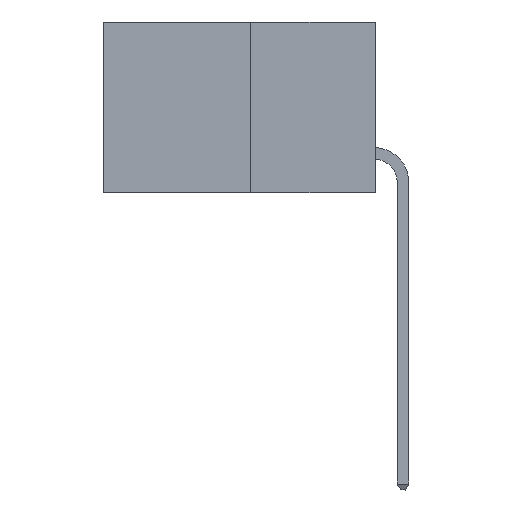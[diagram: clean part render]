
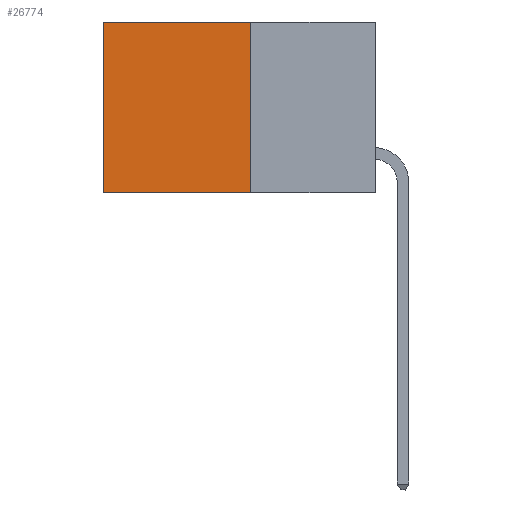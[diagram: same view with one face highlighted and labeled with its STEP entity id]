
A CAD part, left-side view. The second image highlights one B-rep face of the part: STEP entity #26774.
In plain terms, the highlighted planar face has unit normal (-1, 0, 0).
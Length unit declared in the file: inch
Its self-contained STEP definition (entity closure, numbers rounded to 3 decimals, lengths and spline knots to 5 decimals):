
#1809 = LINE ( 'NONE', #13905, #23384 ) ;
#3100 = DIRECTION ( 'NONE',  ( 0., 0., -1. ) ) ;
#3132 = CARTESIAN_POINT ( 'NONE',  ( 0.277, 0.59, 0. ) ) ;
#3388 = EDGE_CURVE ( 'NONE', #23900, #18416, #1809, .T. ) ;
#4189 = ORIENTED_EDGE ( 'NONE', *, *, #20093, .T. ) ;
#4961 = VERTEX_POINT ( 'NONE', #3132 ) ;
#6430 = LINE ( 'NONE', #7504, #10931 ) ;
#7147 = AXIS2_PLACEMENT_3D ( 'NONE', #8736, #26389, #13224 ) ;
#7504 = CARTESIAN_POINT ( 'NONE',  ( 0.277, 0.59, -0.37 ) ) ;
#8425 = CARTESIAN_POINT ( 'NONE',  ( 0.277, 0.27, -0.37 ) ) ;
#8736 = CARTESIAN_POINT ( 'NONE',  ( 0.277, 0.27, -0.37 ) ) ;
#9685 = CARTESIAN_POINT ( 'NONE',  ( 0.277, 0.27, 0. ) ) ;
#10791 = ORIENTED_EDGE ( 'NONE', *, *, #3388, .F. ) ;
#10931 = VECTOR ( 'NONE', #3100, 39.37008 ) ;
#11237 = EDGE_LOOP ( 'NONE', ( #4189, #13867, #10791, #11965 ) ) ;
#11909 = DIRECTION ( 'NONE',  ( 0., 1., 0. ) ) ;
#11965 = ORIENTED_EDGE ( 'NONE', *, *, #25787, .T. ) ;
#13224 = DIRECTION ( 'NONE',  ( 0., 0., -1. ) ) ;
#13867 = ORIENTED_EDGE ( 'NONE', *, *, #22519, .F. ) ;
#13905 = CARTESIAN_POINT ( 'NONE',  ( 0.277, 0.27, -0.37 ) ) ;
#14277 = VECTOR ( 'NONE', #11909, 39.37008 ) ;
#14468 = CARTESIAN_POINT ( 'NONE',  ( 0.277, 0.59, -0.37 ) ) ;
#17269 = VECTOR ( 'NONE', #23846, 39.37008 ) ;
#17666 = CARTESIAN_POINT ( 'NONE',  ( 0.277, 0.27, 0. ) ) ;
#18416 = VERTEX_POINT ( 'NONE', #23594 ) ;
#20093 = EDGE_CURVE ( 'NONE', #4961, #22957, #6430, .T. ) ;
#20424 = DIRECTION ( 'NONE',  ( 0., 0., -1. ) ) ;
#22077 = PLANE ( 'NONE',  #7147 ) ;
#22519 = EDGE_CURVE ( 'NONE', #18416, #22957, #23773, .T. ) ;
#22957 = VERTEX_POINT ( 'NONE', #14468 ) ;
#23384 = VECTOR ( 'NONE', #20424, 39.37008 ) ;
#23594 = CARTESIAN_POINT ( 'NONE',  ( 0.277, 0.27, -0.37 ) ) ;
#23773 = LINE ( 'NONE', #8425, #17269 ) ;
#23846 = DIRECTION ( 'NONE',  ( 0., 1., 0. ) ) ;
#23900 = VERTEX_POINT ( 'NONE', #17666 ) ;
#25787 = EDGE_CURVE ( 'NONE', #23900, #4961, #25962, .T. ) ;
#25962 = LINE ( 'NONE', #9685, #14277 ) ;
#26215 = FACE_OUTER_BOUND ( 'NONE', #11237, .T. ) ;
#26389 = DIRECTION ( 'NONE',  ( 1., 0., 0. ) ) ;
#26774 = ADVANCED_FACE ( 'NONE', ( #26215 ), #22077, .F. ) ;
